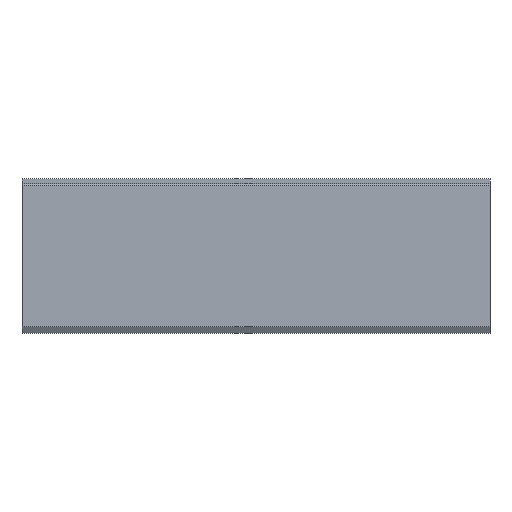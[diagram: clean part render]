
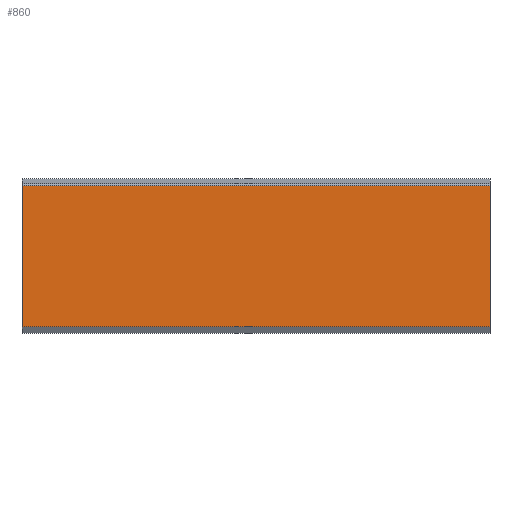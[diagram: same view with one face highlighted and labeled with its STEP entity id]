
A CAD part, front view. The second image highlights one B-rep face of the part: STEP entity #860.
In plain terms, the highlighted planar face has unit normal (0, -1, 0).
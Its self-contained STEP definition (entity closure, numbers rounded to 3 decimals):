
#11 = CARTESIAN_POINT ( 'NONE',  ( 59.184, 39.898, 31.5 ) ) ;
#29 = CARTESIAN_POINT ( 'NONE',  ( 59.184, 39.898, 1.34 ) ) ;
#42 = VECTOR ( 'NONE', #945, 1000. ) ;
#44 = LINE ( 'NONE', #873, #1034 ) ;
#65 = LINE ( 'NONE', #572, #459 ) ;
#75 = VERTEX_POINT ( 'NONE', #1067 ) ;
#92 = VERTEX_POINT ( 'NONE', #1241 ) ;
#110 = ORIENTED_EDGE ( 'NONE', *, *, #1091, .F. ) ;
#119 = DIRECTION ( 'NONE',  ( -1., 0., 0. ) ) ;
#121 = CARTESIAN_POINT ( 'NONE',  ( -190.816, 39.898, 13.03 ) ) ;
#152 = VECTOR ( 'NONE', #533, 1000. ) ;
#229 = DIRECTION ( 'NONE',  ( 0., 1., 0. ) ) ;
#323 = CARTESIAN_POINT ( 'NONE',  ( -290.816, 39.898, 31.5 ) ) ;
#369 = ORIENTED_EDGE ( 'NONE', *, *, #678, .F. ) ;
#452 = PLANE ( 'NONE',  #585 ) ;
#459 = VECTOR ( 'NONE', #1306, 1000. ) ;
#506 = EDGE_CURVE ( 'NONE', #75, #525, #1147, .T. ) ;
#525 = VERTEX_POINT ( 'NONE', #323 ) ;
#533 = DIRECTION ( 'NONE',  ( -1., 0., 0. ) ) ;
#572 = CARTESIAN_POINT ( 'NONE',  ( -290.816, 39.898, 13.03 ) ) ;
#585 = AXIS2_PLACEMENT_3D ( 'NONE', #29, #229, #758 ) ;
#632 = CARTESIAN_POINT ( 'NONE',  ( -290.816, 39.898, 1.34 ) ) ;
#678 = EDGE_CURVE ( 'NONE', #92, #784, #44, .T. ) ;
#684 = EDGE_LOOP ( 'NONE', ( #1284, #369, #110, #1214 ) ) ;
#758 = DIRECTION ( 'NONE',  ( 1., 0., 0. ) ) ;
#784 = VERTEX_POINT ( 'NONE', #632 ) ;
#860 = ADVANCED_FACE ( 'NONE', ( #1263 ), #452, .F. ) ;
#873 = CARTESIAN_POINT ( 'NONE',  ( 59.184, 39.898, 1.34 ) ) ;
#945 = DIRECTION ( 'NONE',  ( 0., 0., -1. ) ) ;
#1034 = VECTOR ( 'NONE', #119, 1000. ) ;
#1048 = LINE ( 'NONE', #121, #42 ) ;
#1067 = CARTESIAN_POINT ( 'NONE',  ( -190.816, 39.898, 31.5 ) ) ;
#1091 = EDGE_CURVE ( 'NONE', #75, #92, #1048, .T. ) ;
#1147 = LINE ( 'NONE', #11, #152 ) ;
#1214 = ORIENTED_EDGE ( 'NONE', *, *, #506, .T. ) ;
#1241 = CARTESIAN_POINT ( 'NONE',  ( -190.816, 39.898, 1.34 ) ) ;
#1263 = FACE_OUTER_BOUND ( 'NONE', #684, .T. ) ;
#1284 = ORIENTED_EDGE ( 'NONE', *, *, #1291, .T. ) ;
#1291 = EDGE_CURVE ( 'NONE', #525, #784, #65, .T. ) ;
#1306 = DIRECTION ( 'NONE',  ( 0., 0., -1. ) ) ;
